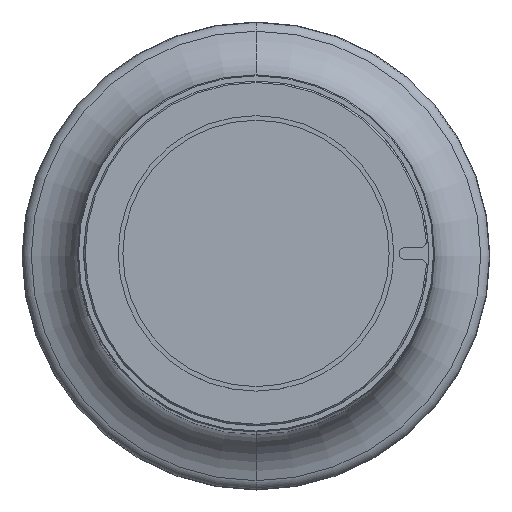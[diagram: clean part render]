
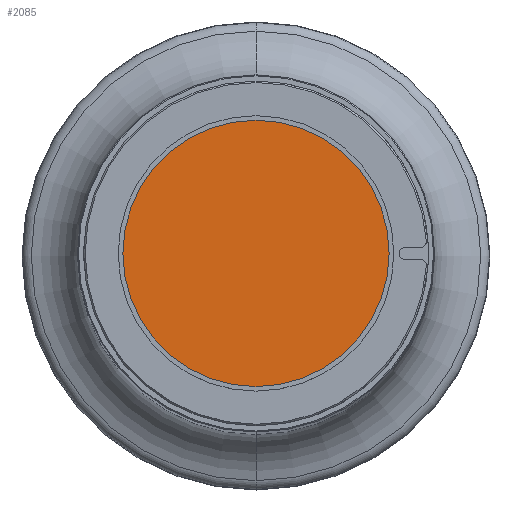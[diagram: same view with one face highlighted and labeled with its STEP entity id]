
A CAD part, top view. The second image highlights one B-rep face of the part: STEP entity #2085.
In plain terms, the highlighted planar face has unit normal (0, 0, 1).
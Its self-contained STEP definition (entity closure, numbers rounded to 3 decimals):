
#112 = EDGE_LOOP ( 'NONE', ( #1379, #1961 ) ) ;
#169 = DIRECTION ( 'NONE',  ( 0., -1., 0. ) ) ;
#339 = DIRECTION ( 'NONE',  ( 0., 0., -1. ) ) ;
#417 = CARTESIAN_POINT ( 'NONE',  ( -197., -43.25, 717. ) ) ;
#503 = CARTESIAN_POINT ( 'NONE',  ( -197., 0., 717. ) ) ;
#615 = FACE_OUTER_BOUND ( 'NONE', #112, .T. ) ;
#691 = PLANE ( 'NONE',  #1698 ) ;
#719 = DIRECTION ( 'NONE',  ( 0., -1., 0. ) ) ;
#1234 = VERTEX_POINT ( 'NONE', #417 ) ;
#1327 = CIRCLE ( 'NONE', #1473, 43.25 ) ;
#1379 = ORIENTED_EDGE ( 'NONE', *, *, #1832, .T. ) ;
#1384 = DIRECTION ( 'NONE',  ( 0., 1., 0. ) ) ;
#1398 = DIRECTION ( 'NONE',  ( 0., 0., 1. ) ) ;
#1411 = DIRECTION ( 'NONE',  ( 0., 0., 1. ) ) ;
#1473 = AXIS2_PLACEMENT_3D ( 'NONE', #503, #1398, #169 ) ;
#1511 = AXIS2_PLACEMENT_3D ( 'NONE', #2091, #1411, #719 ) ;
#1698 = AXIS2_PLACEMENT_3D ( 'NONE', #2261, #339, #1384 ) ;
#1715 = EDGE_CURVE ( 'NONE', #2031, #1234, #1327, .T. ) ;
#1832 = EDGE_CURVE ( 'NONE', #1234, #2031, #1881, .T. ) ;
#1881 = CIRCLE ( 'NONE', #1511, 43.25 ) ;
#1961 = ORIENTED_EDGE ( 'NONE', *, *, #1715, .T. ) ;
#2023 = CARTESIAN_POINT ( 'NONE',  ( -197., 43.25, 717. ) ) ;
#2031 = VERTEX_POINT ( 'NONE', #2023 ) ;
#2085 = ADVANCED_FACE ( 'NONE', ( #615 ), #691, .F. ) ;
#2091 = CARTESIAN_POINT ( 'NONE',  ( -197., 0., 717. ) ) ;
#2261 = CARTESIAN_POINT ( 'NONE',  ( -197., 0., 717. ) ) ;
